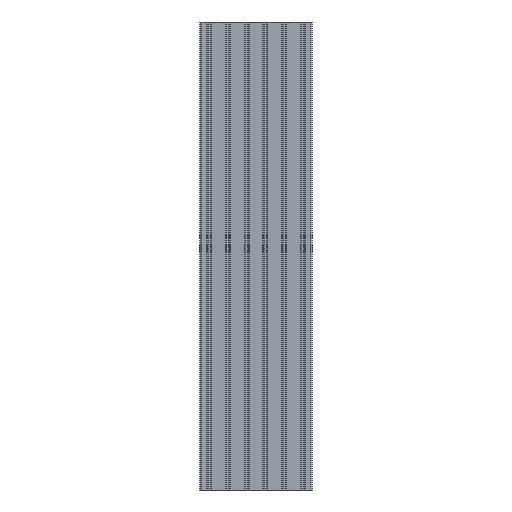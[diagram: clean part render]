
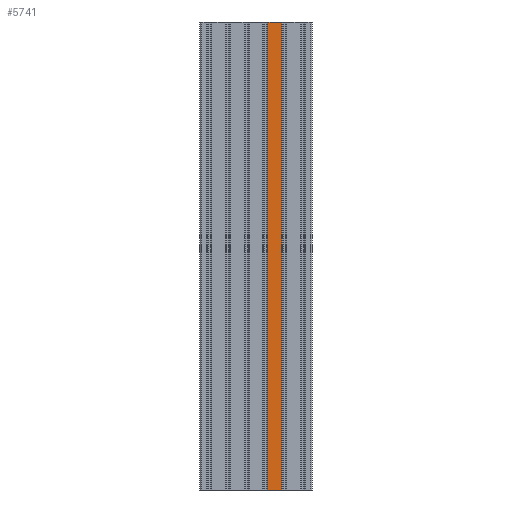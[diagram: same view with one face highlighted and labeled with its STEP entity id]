
A CAD part, front view. The second image highlights one B-rep face of the part: STEP entity #5741.
In plain terms, the highlighted planar face has unit normal (0, -1, 0).
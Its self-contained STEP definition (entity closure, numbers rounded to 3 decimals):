
#679=FACE_OUTER_BOUND($,#983,.T.);
#983=EDGE_LOOP($,(#4121,#4122,#4123,#4124));
#1381=LINE($,#9031,#1909);
#1382=LINE($,#9034,#1910);
#1383=LINE($,#9036,#1911);
#1384=LINE($,#9037,#1912);
#1909=VECTOR($,#7194,1000.);
#1910=VECTOR($,#7197,29.);
#1911=VECTOR($,#7198,29.);
#1912=VECTOR($,#7199,1000.);
#2457=VERTEX_POINT($,#9027);
#2458=VERTEX_POINT($,#9029);
#2459=VERTEX_POINT($,#9033);
#2460=VERTEX_POINT($,#9035);
#3143=EDGE_CURVE($,#2457,#2458,#1381,.T.);
#3144=EDGE_CURVE($,#2459,#2457,#1382,.T.);
#3145=EDGE_CURVE($,#2460,#2458,#1383,.T.);
#3146=EDGE_CURVE($,#2459,#2460,#1384,.T.);
#4121=ORIENTED_EDGE($,*,*,#3144,.T.);
#4122=ORIENTED_EDGE($,*,*,#3143,.T.);
#4123=ORIENTED_EDGE($,*,*,#3145,.F.);
#4124=ORIENTED_EDGE($,*,*,#3146,.F.);
#5566=PLANE($,#6154);
#5741=ADVANCED_FACE($,(#679),#5566,.T.);
#6154=AXIS2_PLACEMENT_3D($,#9032,#7195,#7196);
#7194=DIRECTION($,(0.,0.,1.));
#7195=DIRECTION('center_axis',(0.,-1.,0.));
#7196=DIRECTION('ref_axis',(1.,0.,0.));
#7197=DIRECTION($,(1.,0.,0.));
#7198=DIRECTION($,(1.,0.,0.));
#7199=DIRECTION($,(0.,0.,1.));
#9027=CARTESIAN_POINT('',(-11.,-40.,0.));
#9029=CARTESIAN_POINT('',(-11.,-40.,1000.));
#9031=CARTESIAN_POINT($,(-11.,-40.,0.));
#9032=CARTESIAN_POINT('Origin',(-40.,-40.,0.));
#9033=CARTESIAN_POINT('',(-40.,-40.,0.));
#9034=CARTESIAN_POINT($,(-40.,-40.,0.));
#9035=CARTESIAN_POINT('',(-40.,-40.,1000.));
#9036=CARTESIAN_POINT($,(-40.,-40.,1000.));
#9037=CARTESIAN_POINT($,(-40.,-40.,0.));
